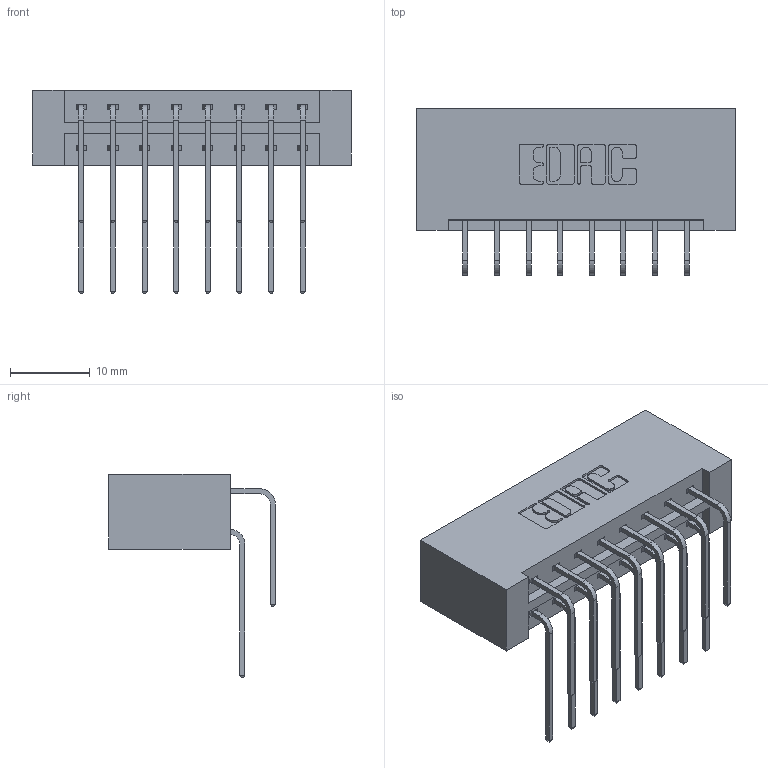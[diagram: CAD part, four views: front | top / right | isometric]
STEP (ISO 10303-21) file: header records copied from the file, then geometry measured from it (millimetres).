
FILE_DESCRIPTION (( 'STEP AP203' ), '1' );
FILE_NAME ('833-016-559-201.STEP', '2020-05-31T19:04:30', ( '' ), ( '' ), 'SwSTEP 2.0', 'SolidWorks 2020', '' );
FILE_SCHEMA (( 'CONFIG_CONTROL_DESIGN' ));
Length unit declared in the file: inch
Products named in the file (4): 345-292-001_559 Tail - 2; 833 Part_Lugless; 833-016-559-201; 345-292-001_558 559 Tail - 1
Assembly tree (17 placements, depth 2):
  833-016-559-201
    833 Part_Lugless
    345-292-001_558 559 Tail - 1  x8
    345-292-001_559 Tail - 2  x8
Bounding box: 39.95 x 20.9 x 25.53 mm (x, y, z)
Volume: 4485.7 mm3; surface area: 5421.9 mm2
Topology: 17 solids, 17 shells, 970 faces, 2863 edges, 1886 vertices
Faces by surface type: plane 674, cylinder 296
Entity records: 11051 total; most frequent: CARTESIAN_POINT 1921, ORIENTED_EDGE 1806, DIRECTION 1675, EDGE_CURVE 903, LINE 743, VECTOR 743, VERTEX_POINT 598, AXIS2_PLACEMENT_3D 466
